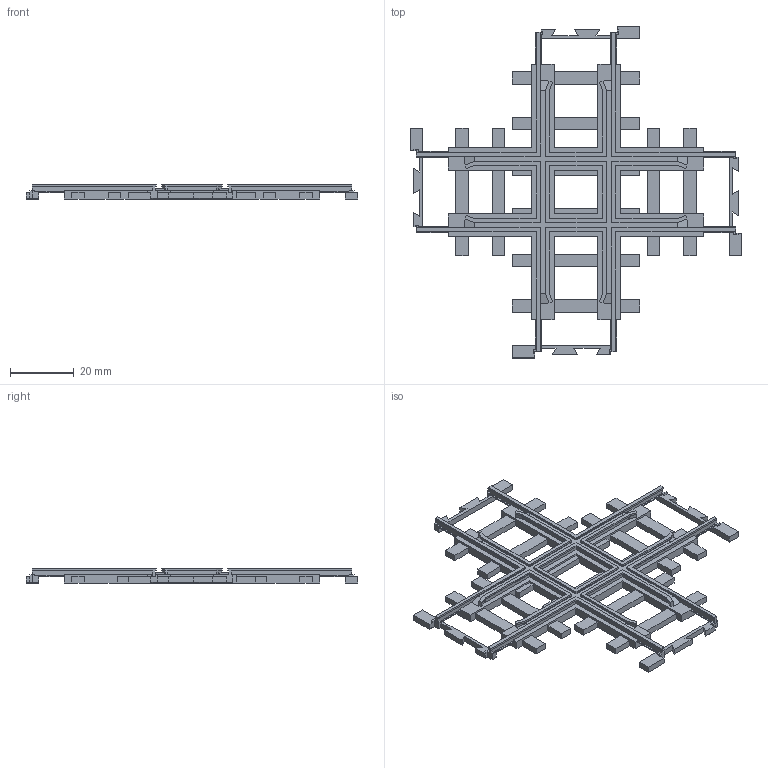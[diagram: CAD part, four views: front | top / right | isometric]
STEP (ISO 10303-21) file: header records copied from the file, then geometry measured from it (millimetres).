
FILE_DESCRIPTION(/* description */ (''),/* implementation_level */ '2;1');
FILE_NAME(/* name */ 'Track Crossover 90Deg.step',/* time_stamp */ '2023-02-02T19:49:57+05:30',/* author */ (''),/* organization */ (''),/* preprocessor_version */ 'ST-DEVELOPER v19.2',/* originating_system */ 'Autodesk Translation Framework v11.17.0.187',/* authorisation */ '');
FILE_SCHEMA (('AUTOMOTIVE_DESIGN { 1 0 10303 214 3 1 1 }'));
Length unit declared in the file: millimetre
Products named in the file (3): Track Crossover 90Deg; Track Joint Parametric v2; Join 2
Assembly tree (2 placements, depth 3):
  Track Crossover 90Deg
    Track Joint Parametric v2
      Join 2
Bounding box: 104 x 104 x 4.4 mm (x, y, z)
Volume: 9356.2 mm3; surface area: 12174.4 mm2
Topology: 1 solids, 1 shells, 582 faces, 1716 edges, 1124 vertices
Faces by surface type: plane 550, cylinder 32
Entity records: 19089 total; most frequent: ORIENTED_EDGE 3432, CARTESIAN_POINT 3427, DIRECTION 2954, EDGE_CURVE 1716, LINE 1652, VECTOR 1652, VERTEX_POINT 1124, AXIS2_PLACEMENT_3D 651
